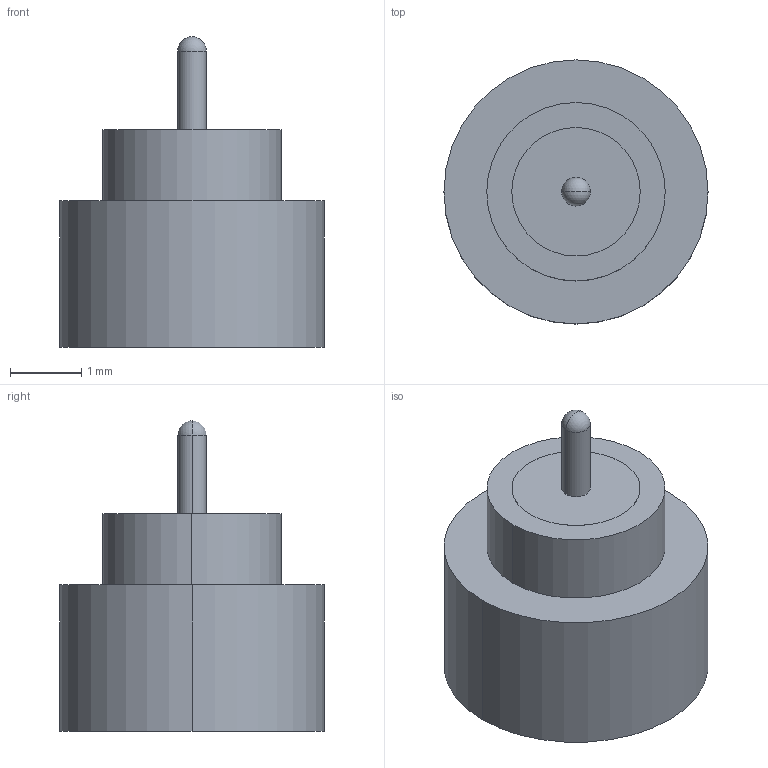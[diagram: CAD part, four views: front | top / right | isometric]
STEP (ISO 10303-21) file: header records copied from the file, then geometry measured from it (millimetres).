
FILE_DESCRIPTION (( 'STEP AP203' ), '1' );
FILE_NAME ('ÑÐ-50-972Â-00.STEP', '2020-03-05T02:25:22', ( '' ), ( '' ), 'SwSTEP 2.0', 'SolidWorks 2017', '' );
FILE_SCHEMA (( 'CONFIG_CONTROL_DESIGN' ));
Length unit declared in the file: millimetre
Products named in the file (1): ﾑﾐ-50-972ﾂ-00
Bounding box: 3.7 x 3.7 x 4.35 mm (x, y, z)
Volume: 14.3 mm3; surface area: 72.7 mm2
Topology: 1 solids, 1 shells, 30 faces, 66 edges, 40 vertices
Faces by surface type: cylinder 16, plane 6, sphere 4, cone 4
Entity records: 853 total; most frequent: DIRECTION 158, CARTESIAN_POINT 125, ORIENTED_EDGE 116, AXIS2_PLACEMENT_3D 69, EDGE_CURVE 58, CIRCLE 38, EDGE_LOOP 36, VERTEX_POINT 36
